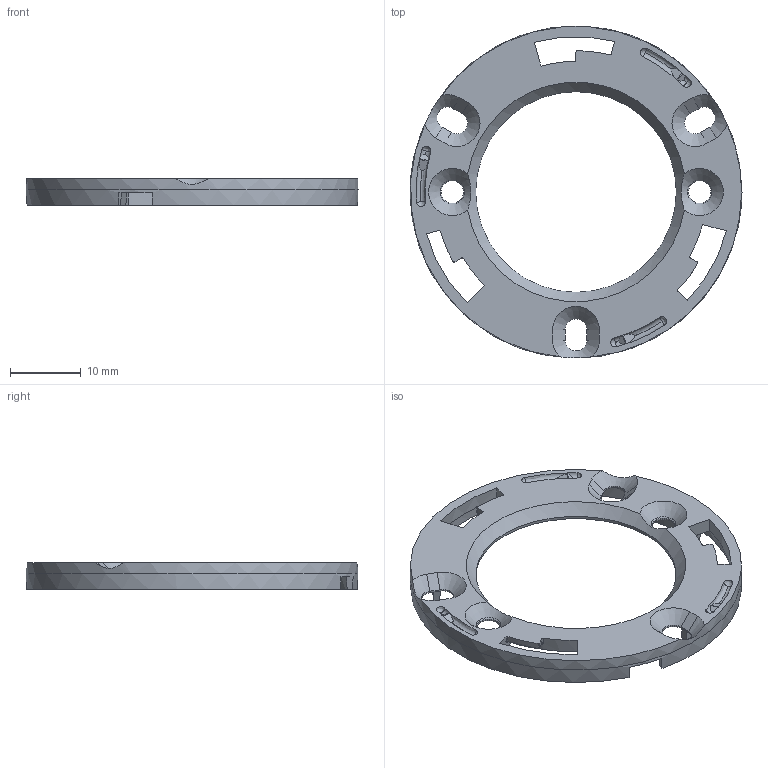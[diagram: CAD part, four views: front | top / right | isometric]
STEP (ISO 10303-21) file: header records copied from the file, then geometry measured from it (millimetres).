
FILE_DESCRIPTION(('STEP AP214'),'1');
FILE_NAME('ces Bridgelux Vero.stp','2017-04-03T10:06:15',(' '),(' '),'Spatial InterOp 3D',' ',' ');
FILE_SCHEMA(('automotive_design'));
Length unit declared in the file: millimetre
Products named in the file (1): Base holder bi-pièces Bridgelux Vero
Bounding box: 47 x 46.99 x 3.8 mm (x, y, z)
Volume: 2004.1 mm3; surface area: 3303.6 mm2
Topology: 1 solids, 1 shells, 166 faces, 445 edges, 280 vertices
Faces by surface type: plane 77, cone 47, bspline 21, torus 12, cylinder 6, sphere 3
Entity records: 7584 total; most frequent: CARTESIAN_POINT 2293, ORIENTED_EDGE 854, DIRECTION 797, EDGE_CURVE 427, AXIS2_PLACEMENT_3D 337, VERTEX_POINT 275, EDGE_LOOP 196, CIRCLE 191
